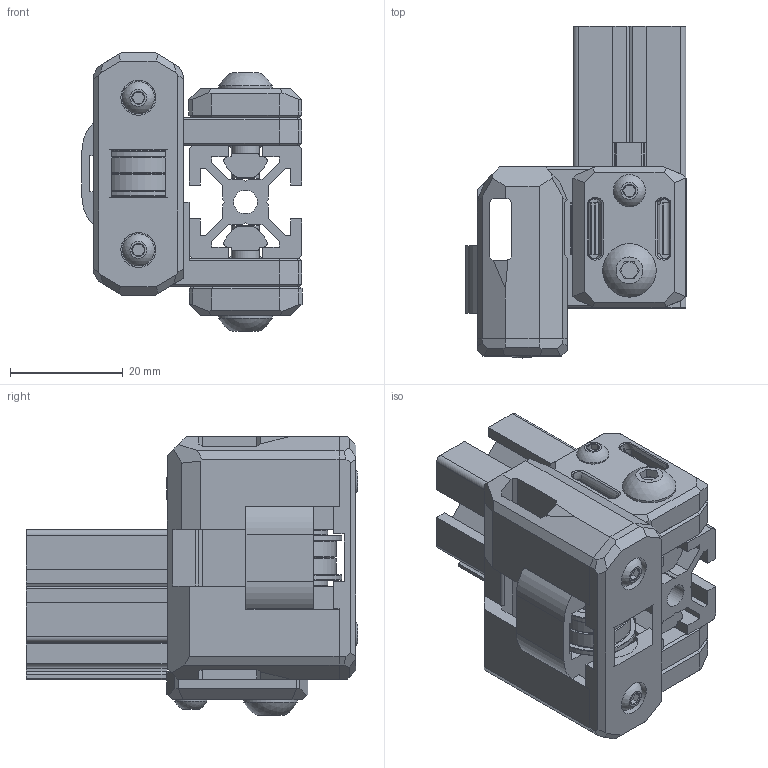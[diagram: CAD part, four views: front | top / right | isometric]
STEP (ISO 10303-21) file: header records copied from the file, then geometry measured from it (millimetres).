
FILE_DESCRIPTION(/* description */ (''),/* implementation_level */ '2;1');
FILE_NAME(/* name */ 'Mini BFI.step',/* time_stamp */ '2024-07-03T14:58:14+01:00',/* author */ (''),/* organization */ (''),/* preprocessor_version */ 'ST-DEVELOPER v20',/* originating_system */ 'Autodesk Translation Framework v13.14.0.145',/* authorisation */ '');
FILE_SCHEMA (('AUTOMOTIVE_DESIGN { 1 0 10303 214 3 1 1 }'));
Products named in the file (25): Mini BFI v7; Mini BFI; Front_Idler; Hardware; Bearing_Stack_Assembly:1 (3); F695 ZZ:1 (3); M5 1mm Shim:1 (3); M5 1mm Shim:2 (3); F695 ZZ:2 (3); M3x16 BHCS:2 (1); M3x16 BHCS:1 (1); M5X16 BHCS:1 (1); M5X16 BHCS:2 (1); 2020 Drop-in T-nut, M3:2 (1); 2020 Drop-in T-nut, M5:1 (1); 2020 Drop-in T-nut, M5:2 (1); 2020 Drop-in T-nut, M3:1 (1); M3 Heatset; M3x16 BHCS:1 (1) (1); 2020_Extrusion; MGN9 :1 (3); Front_Cover; Belt_Clamp; Housing; Carrier
Assembly tree (26 placements, depth 6):
  Mini BFI v7
    Mini BFI
      Front_Idler
        Hardware
          Bearing_Stack_Assembly:1 (3)
            F695 ZZ:1 (3)
            M5 1mm Shim:1 (3)
            M5 1mm Shim:2 (3)
            F695 ZZ:2 (3)
          M3x16 BHCS:2 (1)
          M3x16 BHCS:1 (1)
          M5X16 BHCS:1 (1)
          M5X16 BHCS:2 (1)
          2020 Drop-in T-nut, M3:2 (1)
          2020 Drop-in T-nut, M5:1 (1)
          2020 Drop-in T-nut, M5:2 (1)
          2020 Drop-in T-nut, M3:1 (1)
          M3 Heatset
          M3x16 BHCS:1 (1) (1)  x2
        2020_Extrusion
          MGN9 :1 (3)
        Front_Cover
        Belt_Clamp  x2
        Housing
        Carrier
Bounding box: 39.03 x 58.86 x 49.45 mm (x, y, z)
Volume: 37126.4 mm3; surface area: 30883.1 mm2
Topology: 23 solids, 23 shells, 1341 faces, 3507 edges, 2238 vertices
Faces by surface type: plane 703, cylinder 281, bspline 207, cone 112, torus 32, sphere 6
Full cylindrical faces by diameter (mm): 2.9 x2, 3 x4, 3.086 x2, 3.2 x2, 3.3 x2, 3.4 x6, 4.1 x2, 4.2 x3, 4.25 x4, 4.7 x2, 5 x4, 5.3 x2, 5.4 x2, 5.7 x4, 6.2 x2, 6.5 x4, 9.5 x2, 10 x2, 11.5 x4, 13 x2, 15 x2
Entity records: 50909 total; most frequent: CARTESIAN_POINT 21272, ORIENTED_EDGE 6296, DIRECTION 5656, EDGE_CURVE 3148, VERTEX_POINT 2018, AXIS2_PLACEMENT_3D 1924, LINE 1808, VECTOR 1808
